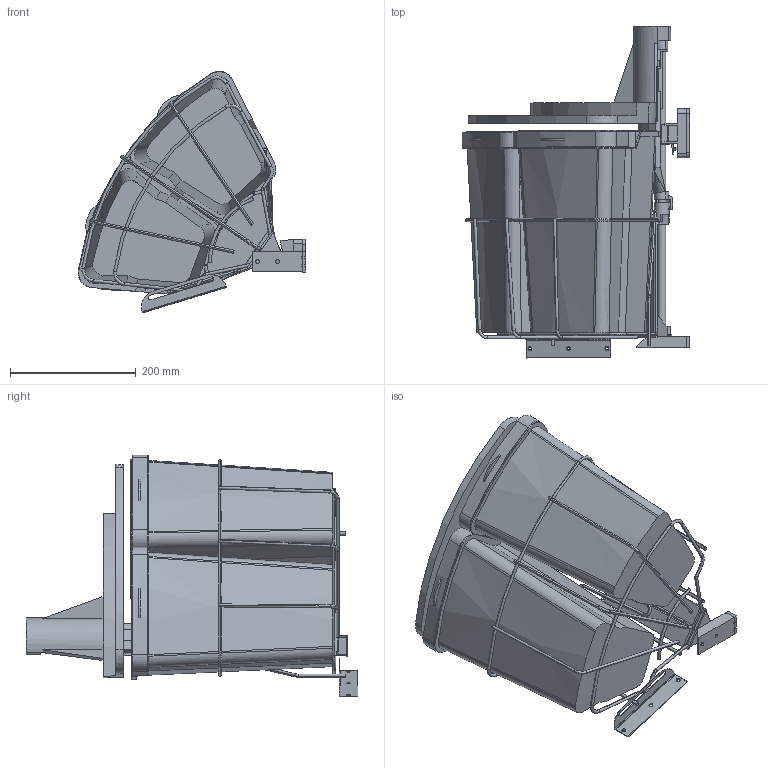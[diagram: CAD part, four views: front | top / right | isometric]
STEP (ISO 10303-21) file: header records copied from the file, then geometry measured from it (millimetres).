
FILE_DESCRIPTION(('STEP AP214'),'1');
FILE_NAME('8013202_V Cabbi Junior 2 plus.STP','2024-08-15T09:44:37',(' '),(' '),'Spatial InterOp 3D',' ',' ');
FILE_SCHEMA(('AUTOMOTIVE_DESIGN { 1 0 10303 214 1 1 1 1 }'));
Length unit declared in the file: millimetre
Products named in the file (1): 3D-Objekt
Bounding box: 362.71 x 528.4 x 384.61 mm (x, y, z)
Volume: 3457406.3 mm3; surface area: 1456108.4 mm2
Topology: 24 solids, 28 shells, 1394 faces, 3635 edges, 2314 vertices
Faces by surface type: plane 569, cylinder 435, torus 318, cone 52, bspline 11, sphere 8, extrusion 1
Entity records: 52238 total; most frequent: CARTESIAN_POINT 9896, DIRECTION 7841, ORIENTED_EDGE 7262, EDGE_CURVE 3631, AXIS2_PLACEMENT_3D 3013, VERTEX_POINT 2313, VECTOR 1815, LINE 1814
